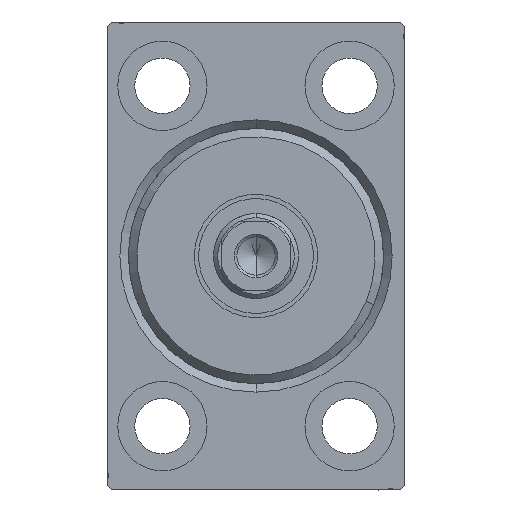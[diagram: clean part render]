
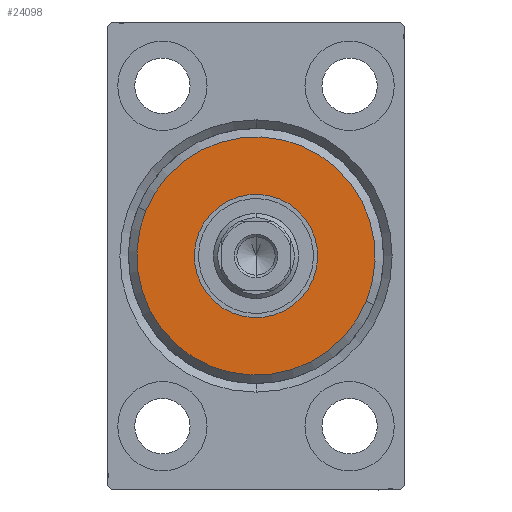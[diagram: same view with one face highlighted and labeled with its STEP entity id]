
A CAD part, left-side view. The second image highlights one B-rep face of the part: STEP entity #24098.
In plain terms, the highlighted face is planar.
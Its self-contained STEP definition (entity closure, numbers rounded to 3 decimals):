
#296 = EDGE_CURVE ( 'NONE', #42314, #9626, #26799, .T. ) ;
#584 = CARTESIAN_POINT ( 'NONE',  ( 3., 0., 0. ) ) ;
#803 = DIRECTION ( 'NONE',  ( 1., 0., 0. ) ) ;
#2703 = CIRCLE ( 'NONE', #9143, 7.25 ) ;
#2917 = AXIS2_PLACEMENT_3D ( 'NONE', #34418, #34199, #28154 ) ;
#3055 = AXIS2_PLACEMENT_3D ( 'NONE', #7773, #41819, #34925 ) ;
#3657 = CIRCLE ( 'NONE', #2917, 7.25 ) ;
#5530 = CIRCLE ( 'NONE', #3055, 14. ) ;
#7773 = CARTESIAN_POINT ( 'NONE',  ( 3., 0., 0. ) ) ;
#7827 = EDGE_CURVE ( 'NONE', #9626, #42314, #5530, .T. ) ;
#7921 = CARTESIAN_POINT ( 'NONE',  ( 3., 0., -14. ) ) ;
#9143 = AXIS2_PLACEMENT_3D ( 'NONE', #13331, #16016, #26900 ) ;
#9626 = VERTEX_POINT ( 'NONE', #31368 ) ;
#10095 = CARTESIAN_POINT ( 'NONE',  ( 3., 0., 7.25 ) ) ;
#10634 = DIRECTION ( 'NONE',  ( 0., 0., -1. ) ) ;
#13331 = CARTESIAN_POINT ( 'NONE',  ( 3., 0., 0. ) ) ;
#16016 = DIRECTION ( 'NONE',  ( 1., 0., 0. ) ) ;
#18003 = ORIENTED_EDGE ( 'NONE', *, *, #7827, .T. ) ;
#18340 = ORIENTED_EDGE ( 'NONE', *, *, #19869, .F. ) ;
#19869 = EDGE_CURVE ( 'NONE', #40302, #38688, #2703, .T. ) ;
#21906 = AXIS2_PLACEMENT_3D ( 'NONE', #25115, #28665, #42252 ) ;
#23534 = CARTESIAN_POINT ( 'NONE',  ( 3., 0., -7.25 ) ) ;
#24098 = ADVANCED_FACE ( 'NONE', ( #35808, #38925 ), #42469, .T. ) ;
#24901 = EDGE_LOOP ( 'NONE', ( #27359, #18340 ) ) ;
#25115 = CARTESIAN_POINT ( 'NONE',  ( 3., 0., 0. ) ) ;
#25451 = EDGE_LOOP ( 'NONE', ( #18003, #34808 ) ) ;
#26799 = CIRCLE ( 'NONE', #38905, 14. ) ;
#26900 = DIRECTION ( 'NONE',  ( 0., 0., -1. ) ) ;
#27359 = ORIENTED_EDGE ( 'NONE', *, *, #32313, .F. ) ;
#28154 = DIRECTION ( 'NONE',  ( 0., 0., -1. ) ) ;
#28665 = DIRECTION ( 'NONE',  ( 1., 0., 0. ) ) ;
#31368 = CARTESIAN_POINT ( 'NONE',  ( 3., 0., 14. ) ) ;
#32313 = EDGE_CURVE ( 'NONE', #38688, #40302, #3657, .T. ) ;
#34199 = DIRECTION ( 'NONE',  ( 1., 0., 0. ) ) ;
#34418 = CARTESIAN_POINT ( 'NONE',  ( 3., 0., 0. ) ) ;
#34808 = ORIENTED_EDGE ( 'NONE', *, *, #296, .T. ) ;
#34925 = DIRECTION ( 'NONE',  ( 0., 0., -1. ) ) ;
#35808 = FACE_OUTER_BOUND ( 'NONE', #25451, .T. ) ;
#38688 = VERTEX_POINT ( 'NONE', #23534 ) ;
#38905 = AXIS2_PLACEMENT_3D ( 'NONE', #584, #803, #10634 ) ;
#38925 = FACE_BOUND ( 'NONE', #24901, .T. ) ;
#40302 = VERTEX_POINT ( 'NONE', #10095 ) ;
#41819 = DIRECTION ( 'NONE',  ( 1., 0., 0. ) ) ;
#42252 = DIRECTION ( 'NONE',  ( 0., 0., -1. ) ) ;
#42314 = VERTEX_POINT ( 'NONE', #7921 ) ;
#42469 = PLANE ( 'NONE',  #21906 ) ;
